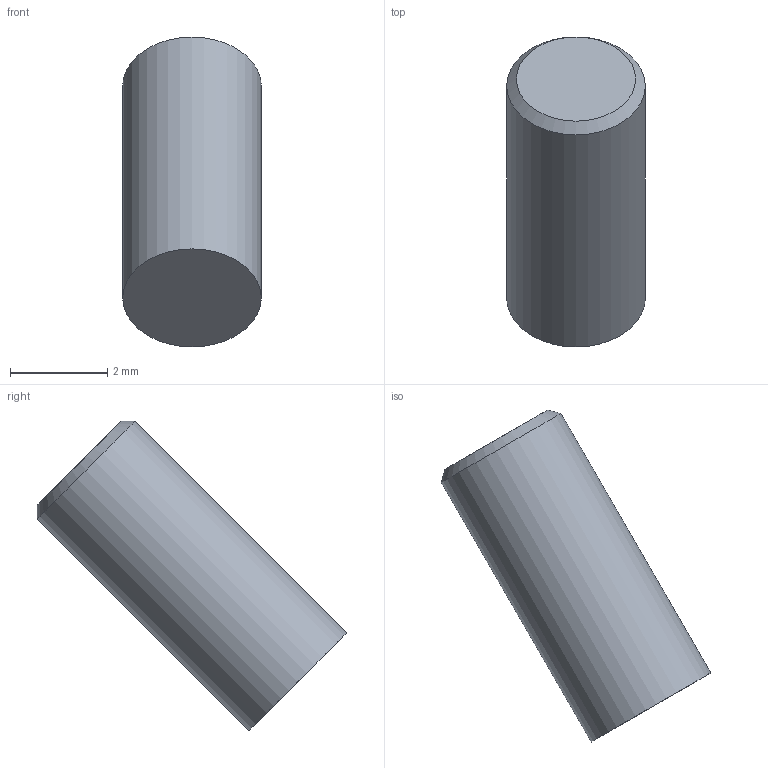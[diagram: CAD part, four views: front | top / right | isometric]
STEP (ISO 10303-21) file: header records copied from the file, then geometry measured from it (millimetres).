
FILE_DESCRIPTION(/* description */ ('STEP AP214'),/* implementation_level */ '2;1');
FILE_NAME(/* name */ '62525cc2ecdeb77adb8bb5cb',/* time_stamp */ '2022-04-10T04:27:46+00:00',/* author */ (''),/* organization */ (''),/* preprocessor_version */ 'ST-DEVELOPER v18.101',/* originating_system */ ' ',/* authorisation */ ' ');
FILE_SCHEMA (('AUTOMOTIVE_DESIGN {1 0 10303 214 3 1 1}'));
Length unit declared in the file: metre
Products named in the file (1): Set Screw, #4 1/4 in
Bounding box: 2.84 x 6.36 x 6.36 mm (x, y, z)
Volume: 40.2 mm3; surface area: 68.4 mm2
Topology: 1 solids, 1 shells, 4 faces, 5 edges, 3 vertices
Faces by surface type: plane 2, cylinder 1, cone 1
Full cylindrical faces by diameter (mm): 2.845 x1
Entity records: 104 total; most frequent: DIRECTION 16, CARTESIAN_POINT 11, AXIS2_PLACEMENT_3D 8, ORIENTED_EDGE 6, EDGE_LOOP 6, FACE_BOUND 6, ADVANCED_FACE 4, EDGE_CURVE 3
